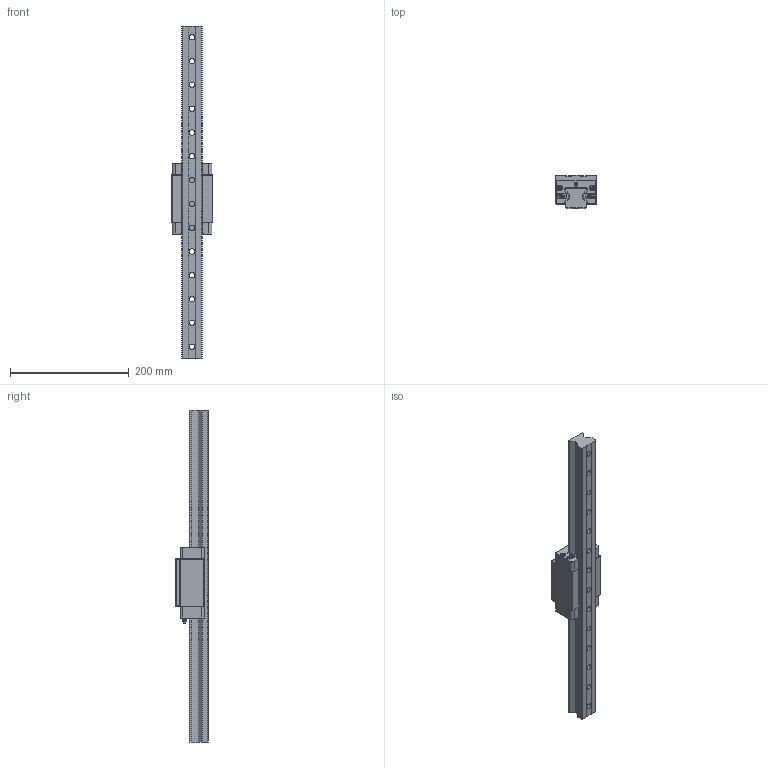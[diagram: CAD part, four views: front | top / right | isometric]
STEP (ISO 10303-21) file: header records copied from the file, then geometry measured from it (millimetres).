
FILE_DESCRIPTION (( 'STEP AP214' ), '1' );
FILE_NAME ('SBR 35_SL_Assembly.STEP', '2020-07-17T01:53:54', ( 'Windows 餌辨濠' ), ( '' ), 'SwSTEP 2.0', 'SolidWorks 2013', '' );
FILE_SCHEMA (( 'AUTOMOTIVE_DESIGN' ));
Length unit declared in the file: millimetre
Products named in the file (7): STSSCW-M6x1P-6L-endtype_F_SM20C^SBR 35_SL_Assembly; HSBOLT-M5x25L_SS400^SBR 35_SL_Assembly; SBR 45 E3N; SBR 35_END PLATE; SBR 35_RAIL; SBR 35_BLOCK; SBR 35_SL_Assembly
Assembly tree (10 placements, depth 2):
  SBR 35_SL_Assembly
    SBR 35_BLOCK
    SBR 35_RAIL
    SBR 35_END PLATE  x2
    SBR 45 E3N
    HSBOLT-M5x25L_SS400^SBR 35_SL_Assembly  x4
    STSSCW-M6x1P-6L-endtype_F_SM20C^SBR 35_SL_Assembly
Bounding box: 70 x 55 x 558 mm (x, y, z)
Volume: 739773.7 mm3; surface area: 151805.3 mm2
Topology: 11 solids, 11 shells, 1205 faces, 3119 edges, 2020 vertices
Faces by surface type: plane 733, bspline 256, cylinder 132, cone 66, torus 14, sphere 4
Entity records: 28683 total; most frequent: CARTESIAN_POINT 11371, ORIENTED_EDGE 3568, DIRECTION 2972, EDGE_CURVE 1784, VECTOR 1250, LINE 1250, VERTEX_POINT 1164, AXIS2_PLACEMENT_3D 861
